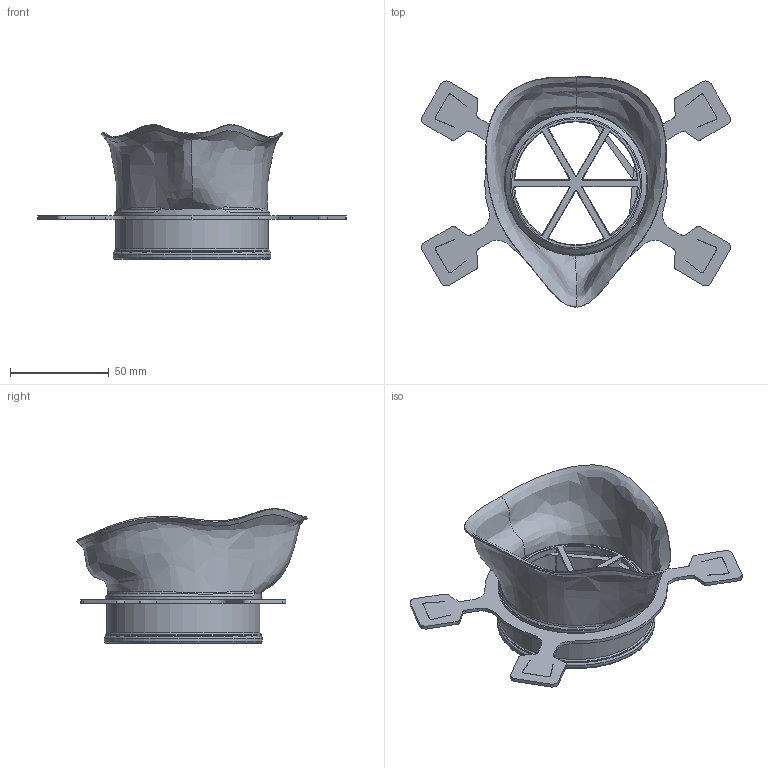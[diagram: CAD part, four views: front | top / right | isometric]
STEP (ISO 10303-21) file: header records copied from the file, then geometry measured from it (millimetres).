
FILE_DESCRIPTION(/* description */ (''),/* implementation_level */ '2;1');
FILE_NAME(/* name */ 'IM Mask 73S Open Flange v7.step',/* time_stamp */ '2020-03-25T15:12:31-04:00',/* author */ (''),/* organization */ (''),/* preprocessor_version */ 'ST-DEVELOPER v18',/* originating_system */ 'Autodesk Translation Framework v8.12.0.6',/* authorisation */ '');
FILE_SCHEMA (('AUTOMOTIVE_DESIGN { 1 0 10303 214 3 1 1 }'));
Length unit declared in the file: millimetre
Products named in the file (4): IM Mask 73S Open Flange; TP_mask-2 v2; Die Cut Strap Ring v6 v1; Ring
Assembly tree (3 placements, depth 2):
  IM Mask 73S Open Flange
    TP_mask-2 v2
    Die Cut Strap Ring v6 v1
    Ring
Bounding box: 156.53 x 116.66 x 68.19 mm (x, y, z)
Volume: 68397.9 mm3; surface area: 65687.1 mm2
Topology: 3 solids, 3 shells, 368 faces, 1047 edges, 656 vertices
Faces by surface type: bspline 122, cylinder 105, plane 89, torus 35, cone 9, sphere 8
Full cylindrical faces by diameter (mm): 73 x1, 77.5 x1, 79 x2, 80 x1
Entity records: 29669 total; most frequent: CARTESIAN_POINT 20714, ORIENTED_EDGE 2046, DIRECTION 1611, EDGE_CURVE 1023, VERTEX_POINT 656, AXIS2_PLACEMENT_3D 644, EDGE_LOOP 387, FACE_OUTER_BOUND 368
